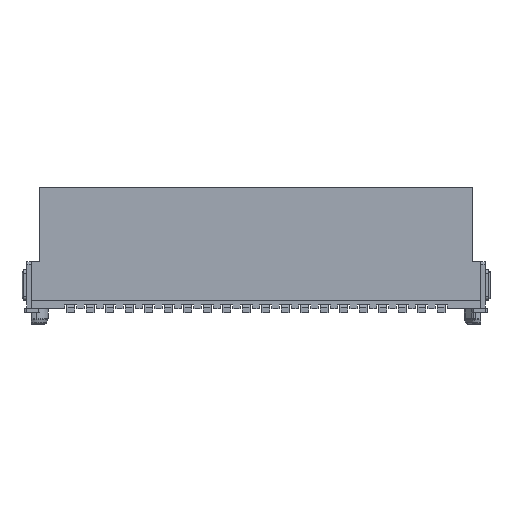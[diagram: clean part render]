
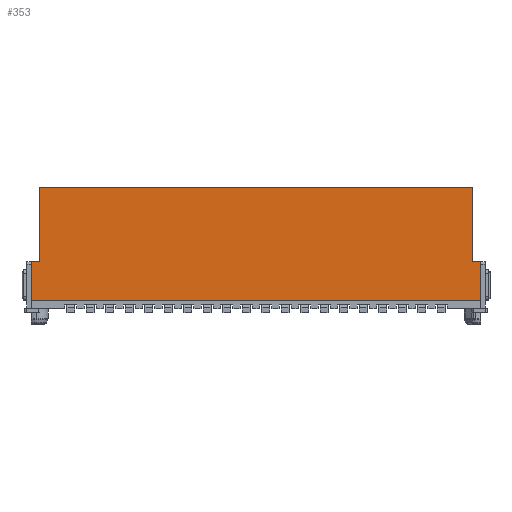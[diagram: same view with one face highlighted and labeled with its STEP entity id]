
A CAD part, front view. The second image highlights one B-rep face of the part: STEP entity #353.
In plain terms, the highlighted planar face has unit normal (0, -1, 0).
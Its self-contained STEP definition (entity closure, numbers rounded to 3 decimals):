
#294=AXIS2_PLACEMENT_3D('Plane Axis2P3D',#291,#292,#293) ;
#84=CARTESIAN_POINT('Line Origine',(15.24,1.6,8.88)) ;
#88=CARTESIAN_POINT('Vertex',(1.165,1.6,8.88)) ;
#90=CARTESIAN_POINT('Vertex',(29.315,1.6,8.88)) ;
#291=CARTESIAN_POINT('Axis2P3D Location',(30.175,1.6,0.65)) ;
#296=CARTESIAN_POINT('Line Origine',(15.24,1.6,1.55)) ;
#300=CARTESIAN_POINT('Vertex',(0.615,1.6,1.55)) ;
#302=CARTESIAN_POINT('Vertex',(29.865,1.6,1.55)) ;
#305=CARTESIAN_POINT('Line Origine',(29.865,1.6,2.8)) ;
#309=CARTESIAN_POINT('Vertex',(29.865,1.6,4.05)) ;
#312=CARTESIAN_POINT('Line Origine',(29.59,1.6,4.05)) ;
#316=CARTESIAN_POINT('Vertex',(29.315,1.6,4.05)) ;
#319=CARTESIAN_POINT('Line Origine',(29.315,1.6,6.465)) ;
#324=CARTESIAN_POINT('Line Origine',(1.165,1.6,6.465)) ;
#328=CARTESIAN_POINT('Vertex',(1.165,1.6,4.05)) ;
#331=CARTESIAN_POINT('Line Origine',(0.89,1.6,4.05)) ;
#335=CARTESIAN_POINT('Vertex',(0.615,1.6,4.05)) ;
#338=CARTESIAN_POINT('Line Origine',(0.615,1.6,2.8)) ;
#85=DIRECTION('Vector Direction',(1.,0.,0.)) ;
#292=DIRECTION('Axis2P3D Direction',(0.,-1.,0.)) ;
#293=DIRECTION('Axis2P3D XDirection',(0.,0.,1.)) ;
#297=DIRECTION('Vector Direction',(1.,0.,0.)) ;
#306=DIRECTION('Vector Direction',(0.,0.,1.)) ;
#313=DIRECTION('Vector Direction',(-1.,0.,0.)) ;
#320=DIRECTION('Vector Direction',(0.,0.,-1.)) ;
#325=DIRECTION('Vector Direction',(0.,0.,-1.)) ;
#332=DIRECTION('Vector Direction',(-1.,0.,0.)) ;
#339=DIRECTION('Vector Direction',(0.,0.,-1.)) ;
#86=VECTOR('Line Direction',#85,1.) ;
#298=VECTOR('Line Direction',#297,1.) ;
#307=VECTOR('Line Direction',#306,1.) ;
#314=VECTOR('Line Direction',#313,1.) ;
#321=VECTOR('Line Direction',#320,1.) ;
#326=VECTOR('Line Direction',#325,1.) ;
#333=VECTOR('Line Direction',#332,1.) ;
#340=VECTOR('Line Direction',#339,1.) ;
#344=ORIENTED_EDGE('',*,*,#304,.T.) ;
#345=ORIENTED_EDGE('',*,*,#311,.T.) ;
#346=ORIENTED_EDGE('',*,*,#318,.T.) ;
#347=ORIENTED_EDGE('',*,*,#323,.F.) ;
#348=ORIENTED_EDGE('',*,*,#92,.F.) ;
#349=ORIENTED_EDGE('',*,*,#330,.T.) ;
#350=ORIENTED_EDGE('',*,*,#337,.T.) ;
#351=ORIENTED_EDGE('',*,*,#342,.T.) ;
#353=ADVANCED_FACE('Hauptk\X2\00F6\X0\rper.1',(#352),#295,.T.) ;
#92=EDGE_CURVE('',#89,#91,#87,.T.) ;
#304=EDGE_CURVE('',#301,#303,#299,.T.) ;
#311=EDGE_CURVE('',#303,#310,#308,.T.) ;
#318=EDGE_CURVE('',#310,#317,#315,.T.) ;
#323=EDGE_CURVE('',#91,#317,#322,.T.) ;
#330=EDGE_CURVE('',#89,#329,#327,.T.) ;
#337=EDGE_CURVE('',#329,#336,#334,.T.) ;
#342=EDGE_CURVE('',#336,#301,#341,.T.) ;
#343=EDGE_LOOP('',(#344,#345,#346,#347,#348,#349,#350,#351)) ;
#352=FACE_OUTER_BOUND('',#343,.T.) ;
#87=LINE('Line',#84,#86) ;
#299=LINE('Line',#296,#298) ;
#308=LINE('Line',#305,#307) ;
#315=LINE('Line',#312,#314) ;
#322=LINE('Line',#319,#321) ;
#327=LINE('Line',#324,#326) ;
#334=LINE('Line',#331,#333) ;
#341=LINE('Line',#338,#340) ;
#295=PLANE('',#294) ;
#89=VERTEX_POINT('',#88) ;
#91=VERTEX_POINT('',#90) ;
#301=VERTEX_POINT('',#300) ;
#303=VERTEX_POINT('',#302) ;
#310=VERTEX_POINT('',#309) ;
#317=VERTEX_POINT('',#316) ;
#329=VERTEX_POINT('',#328) ;
#336=VERTEX_POINT('',#335) ;
